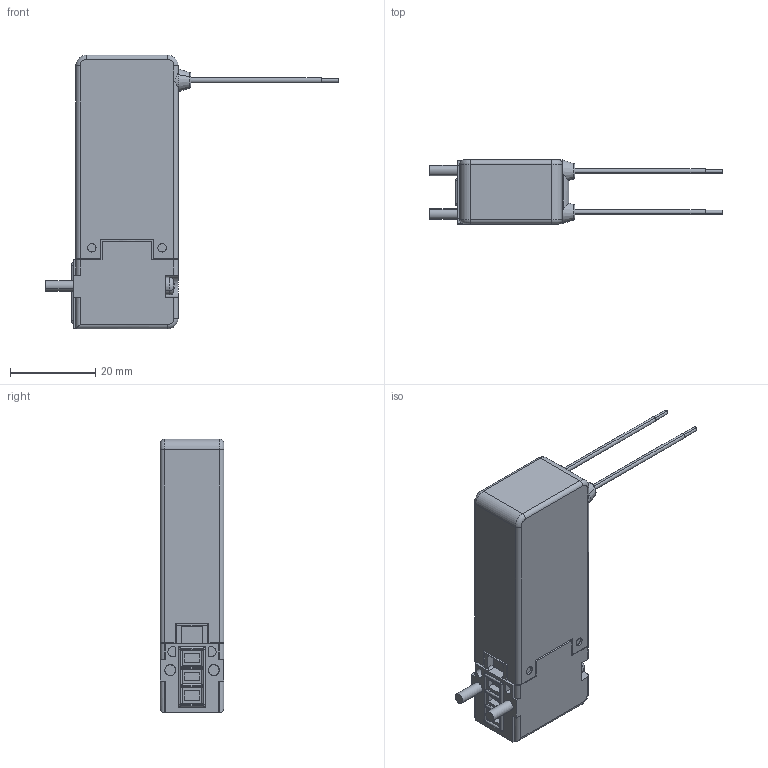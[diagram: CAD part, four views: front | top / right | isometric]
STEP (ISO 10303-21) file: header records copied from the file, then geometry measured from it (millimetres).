
FILE_DESCRIPTION(('CATIA V5 STEP Exchange'),'2;1');
FILE_NAME('10094112________--___0.stp','2007-10-17T14:56:18+00:00',('none'),('none'),'CATIA Version 5 Release 16 (IN-10)','CATIA V5 STEP AP214','none');
FILE_SCHEMA(('AUTOMOTIVE_DESIGN { 1 0 10303 214 1 1 1 1 }'));
Length unit declared in the file: millimetre
Products named in the file (8): 10094112________--___0; 10033915________--___0; 10031534________--___0; 10030667________--___0; 10035049________--___0; 10094116________--___0; 10094113________--___0; 10035121________--___0
Assembly tree (9 placements, depth 2):
  10094112________--___0
    10033915________--___0
    10031534________--___0  x2
    10030667________--___0
    10035049________--___0
    10094116________--___0
    10094113________--___0
    10035121________--___0  x2
Bounding box: 68.5 x 15 x 64.15 mm (x, y, z)
Volume: 21333.2 mm3; surface area: 10412.4 mm2
Topology: 10 solids, 10 shells, 571 faces, 1470 edges, 952 vertices
Faces by surface type: plane 356, cylinder 161, torus 24, cone 18, sphere 12
Entity records: 15831 total; most frequent: CARTESIAN_POINT 3195, ORIENTED_EDGE 2768, DIRECTION 2052, EDGE_CURVE 1384, VECTOR 991, LINE 991, VERTEX_POINT 896, AXIS2_PLACEMENT_3D 686
